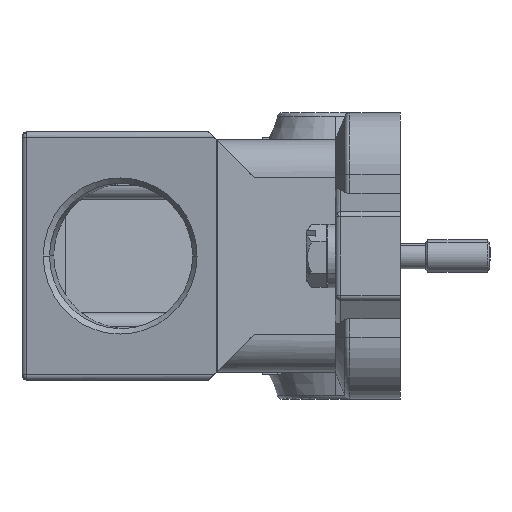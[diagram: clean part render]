
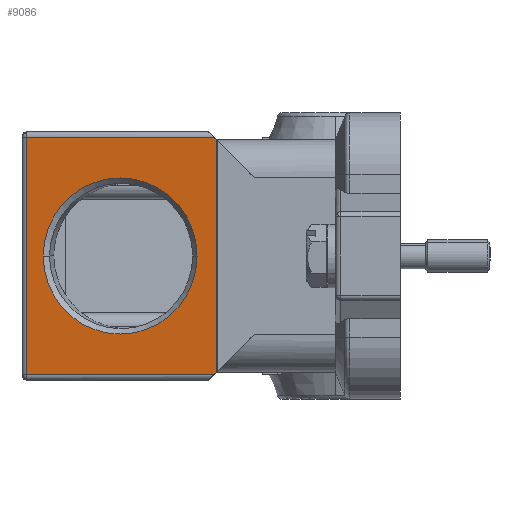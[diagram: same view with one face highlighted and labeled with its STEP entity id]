
A CAD part, left-side view. The second image highlights one B-rep face of the part: STEP entity #9086.
In plain terms, the highlighted planar face has unit normal (-0.985, 0.174, 0).
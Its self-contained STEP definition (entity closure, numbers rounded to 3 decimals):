
#1649=DIRECTION('',(0.124,0.702,-0.702));
#1650=VECTOR('',#1649,0.59);
#1651=CARTESIAN_POINT('',(-36.485,34.086,
-21.586));
#1652=LINE('',#1651,#1650);
#1734=DIRECTION('',(-0.124,-0.702,-0.702));
#1735=VECTOR('',#1734,0.59);
#1736=CARTESIAN_POINT('',(-36.412,34.5,22.));
#1737=LINE('',#1736,#1735);
#2245=CARTESIAN_POINT('',(-36.485,34.086,
-21.586));
#2250=DIRECTION('',(0.,0.,-1.));
#2251=VECTOR('',#2250,43.172);
#2252=CARTESIAN_POINT('',(-36.485,34.086,21.586));
#2253=LINE('',#2252,#2251);
#2257=CARTESIAN_POINT('',(-36.485,34.086,21.586));
#2259=CARTESIAN_POINT('',(-33.355,51.837,0.));
#2260=DIRECTION('',(0.985,-0.174,0.));
#2261=DIRECTION('',(-0.174,-0.985,0.));
#2262=AXIS2_PLACEMENT_3D('',#2259,#2260,#2261);
#2264=CARTESIAN_POINT('',(-33.355,51.837,0.));
#2265=DIRECTION('',(0.985,-0.174,0.));
#2266=DIRECTION('',(0.174,0.985,0.));
#2267=AXIS2_PLACEMENT_3D('',#2264,#2265,#2266);
#2269=DIRECTION('',(0.174,0.985,0.));
#2270=VECTOR('',#2269,35.209);
#2271=CARTESIAN_POINT('',(-36.412,34.5,
-22.));
#2272=LINE('',#2271,#2270);
#2278=CARTESIAN_POINT('',(-36.412,34.5,
-22.));
#2294=DIRECTION('',(0.,0.,1.));
#2295=VECTOR('',#2294,44.);
#2296=CARTESIAN_POINT('',(-30.298,69.174,-22.));
#2297=LINE('',#2296,#2295);
#2432=DIRECTION('',(-0.174,-0.985,0.));
#2433=VECTOR('',#2432,35.209);
#2434=CARTESIAN_POINT('',(-30.298,69.174,22.));
#2435=LINE('',#2434,#2433);
#2436=CARTESIAN_POINT('',(-36.412,34.5,22.));
#5211=VERTEX_POINT('',#2245);
#5212=VERTEX_POINT('',#2257);
#5218=VERTEX_POINT('',#2436);
#5254=VERTEX_POINT('',#2278);
#5255=CARTESIAN_POINT('',(-30.298,69.174,-22.));
#5256=VERTEX_POINT('',#5255);
#5257=CARTESIAN_POINT('',(-30.298,69.174,22.));
#5258=VERTEX_POINT('',#5257);
#5259=CARTESIAN_POINT('',(-30.846,66.067,0.));
#5260=CARTESIAN_POINT('',(-35.864,37.606,0.));
#5261=VERTEX_POINT('',#5259);
#5262=VERTEX_POINT('',#5260);
#9064=CARTESIAN_POINT('',(-30.152,70.,-23.));
#9065=DIRECTION('',(-0.985,0.174,0.));
#9066=DIRECTION('',(-0.174,-0.985,0.));
#9067=AXIS2_PLACEMENT_3D('',#9064,#9065,#9066);
#9068=PLANE('',#9067);
#9069=ORIENTED_EDGE('',*,*,#8192,.T.);
#9071=ORIENTED_EDGE('',*,*,#9070,.T.);
#9073=ORIENTED_EDGE('',*,*,#9072,.T.);
#9075=ORIENTED_EDGE('',*,*,#9074,.T.);
#9076=ORIENTED_EDGE('',*,*,#8294,.T.);
#9077=ORIENTED_EDGE('',*,*,#9058,.T.);
#9078=EDGE_LOOP('',(#9069,#9071,#9073,#9075,#9076,#9077));
#9079=FACE_OUTER_BOUND('',#9078,.F.);
#9081=ORIENTED_EDGE('',*,*,#9080,.F.);
#9083=ORIENTED_EDGE('',*,*,#9082,.F.);
#9084=EDGE_LOOP('',(#9081,#9083));
#9085=FACE_BOUND('',#9084,.F.);
#9086=ADVANCED_FACE('',(#9079,#9085),#9068,.T.);
#2263=CIRCLE('',#2262,14.45);
#2268=CIRCLE('',#2267,14.45);
#8192=EDGE_CURVE('',#5211,#5254,#1652,.T.);
#8294=EDGE_CURVE('',#5218,#5212,#1737,.T.);
#9058=EDGE_CURVE('',#5212,#5211,#2253,.T.);
#9070=EDGE_CURVE('',#5254,#5256,#2272,.T.);
#9072=EDGE_CURVE('',#5256,#5258,#2297,.T.);
#9074=EDGE_CURVE('',#5258,#5218,#2435,.T.);
#9080=EDGE_CURVE('',#5262,#5261,#2263,.T.);
#9082=EDGE_CURVE('',#5261,#5262,#2268,.T.);
